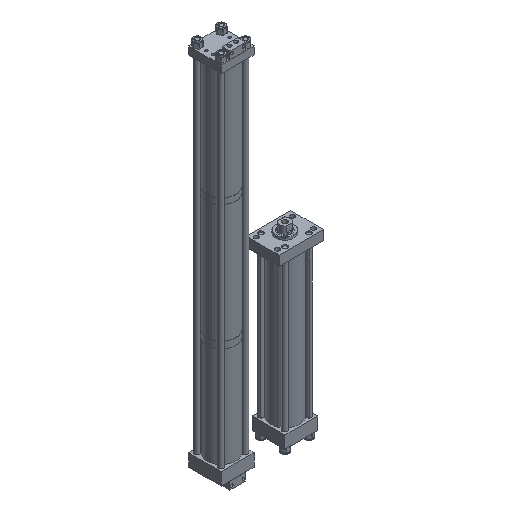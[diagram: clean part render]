
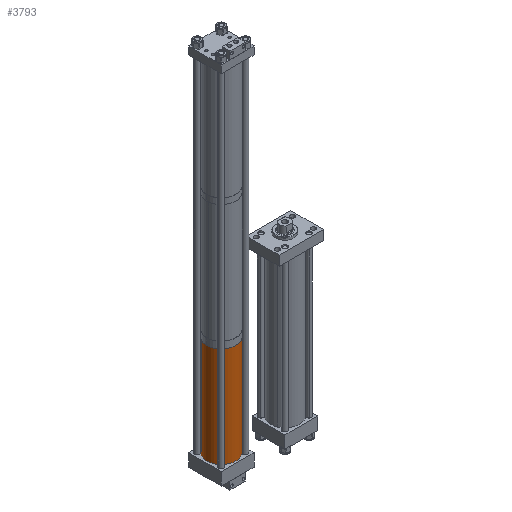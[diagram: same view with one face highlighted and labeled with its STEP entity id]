
A CAD part, isometric view. The second image highlights one B-rep face of the part: STEP entity #3793.
In plain terms, the highlighted cylindrical face has radius 47.625 mm (diameter 95.25 mm), a partial arc.
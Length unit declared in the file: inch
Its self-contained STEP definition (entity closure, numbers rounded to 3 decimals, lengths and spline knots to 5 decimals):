
#452 = CARTESIAN_POINT ( 'NONE',  ( -1.875, 0., 12.974 ) ) ;
#1782 = DIRECTION ( 'NONE',  ( 0., 0., -1. ) ) ;
#2080 = CARTESIAN_POINT ( 'NONE',  ( 0., 0., 12.974 ) ) ;
#2293 = CARTESIAN_POINT ( 'NONE',  ( 1.875, 0., 12.974 ) ) ;
#2942 = ORIENTED_EDGE ( 'NONE', *, *, #3381, .F. ) ;
#3100 = EDGE_CURVE ( 'NONE', #6407, #10438, #6395, .T. ) ;
#3334 = EDGE_CURVE ( 'NONE', #11825, #14939, #14773, .T. ) ;
#3381 = EDGE_CURVE ( 'NONE', #6407, #11825, #10403, .T. ) ;
#3431 = CARTESIAN_POINT ( 'NONE',  ( 1.875, 0., 0. ) ) ;
#3438 = AXIS2_PLACEMENT_3D ( 'NONE', #5911, #11747, #12979 ) ;
#3793 = ADVANCED_FACE ( 'NONE', ( #14030 ), #10389, .T. ) ;
#5371 = AXIS2_PLACEMENT_3D ( 'NONE', #2080, #6710, #6805 ) ;
#5763 = EDGE_LOOP ( 'NONE', ( #13575, #2942, #8208, #12708 ) ) ;
#5911 = CARTESIAN_POINT ( 'NONE',  ( 0., 0., 0. ) ) ;
#6395 = LINE ( 'NONE', #452, #11440 ) ;
#6407 = VERTEX_POINT ( 'NONE', #6883 ) ;
#6431 = DIRECTION ( 'NONE',  ( -1., 0., 0. ) ) ;
#6710 = DIRECTION ( 'NONE',  ( 0., 0., 1. ) ) ;
#6712 = CARTESIAN_POINT ( 'NONE',  ( -1.875, 0., 0. ) ) ;
#6805 = DIRECTION ( 'NONE',  ( 1., 0., 0. ) ) ;
#6883 = CARTESIAN_POINT ( 'NONE',  ( -1.875, 0., 12.974 ) ) ;
#7899 = VECTOR ( 'NONE', #11480, 39.37008 ) ;
#8208 = ORIENTED_EDGE ( 'NONE', *, *, #3100, .T. ) ;
#8224 = CARTESIAN_POINT ( 'NONE',  ( 1.875, 0., 12.974 ) ) ;
#8594 = CARTESIAN_POINT ( 'NONE',  ( 0., 0., 12.974 ) ) ;
#9666 = CIRCLE ( 'NONE', #3438, 1.875 ) ;
#9739 = DIRECTION ( 'NONE',  ( 0., 0., -1. ) ) ;
#9989 = EDGE_CURVE ( 'NONE', #10438, #14939, #9666, .T. ) ;
#10389 = CYLINDRICAL_SURFACE ( 'NONE', #10791, 1.875 ) ;
#10403 = CIRCLE ( 'NONE', #5371, 1.875 ) ;
#10438 = VERTEX_POINT ( 'NONE', #6712 ) ;
#10791 = AXIS2_PLACEMENT_3D ( 'NONE', #8594, #9739, #6431 ) ;
#11440 = VECTOR ( 'NONE', #1782, 39.37008 ) ;
#11480 = DIRECTION ( 'NONE',  ( 0., 0., -1. ) ) ;
#11747 = DIRECTION ( 'NONE',  ( 0., 0., 1. ) ) ;
#11825 = VERTEX_POINT ( 'NONE', #8224 ) ;
#12708 = ORIENTED_EDGE ( 'NONE', *, *, #9989, .T. ) ;
#12979 = DIRECTION ( 'NONE',  ( 1., 0., 0. ) ) ;
#13575 = ORIENTED_EDGE ( 'NONE', *, *, #3334, .F. ) ;
#14030 = FACE_OUTER_BOUND ( 'NONE', #5763, .T. ) ;
#14773 = LINE ( 'NONE', #2293, #7899 ) ;
#14939 = VERTEX_POINT ( 'NONE', #3431 ) ;
